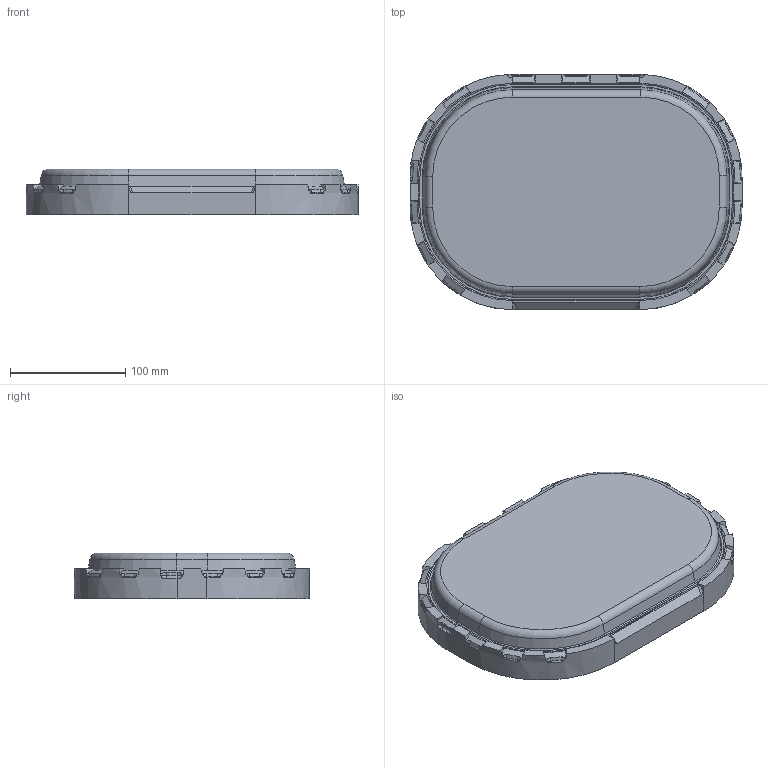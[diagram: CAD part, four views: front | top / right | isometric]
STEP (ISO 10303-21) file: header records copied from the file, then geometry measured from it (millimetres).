
FILE_DESCRIPTION((''),'2;1');
FILE_NAME('MOLD_VOL_3','2018-08-10T',('Administrator'),(''),'CREO PARAMETRIC BY PTC INC, 2014190','CREO PARAMETRIC BY PTC INC, 2014190','');
FILE_SCHEMA(('CONFIG_CONTROL_DESIGN'));
Length unit declared in the file: millimetre
Products named in the file (1): MOLD_VOL_3
Bounding box: 288 x 204 x 39.7 mm (x, y, z)
Volume: 1895229 mm3; surface area: 135658.6 mm2
Topology: 1 solids, 1 shells, 257 faces, 666 edges, 408 vertices
Faces by surface type: plane 88, cone 71, cylinder 42, bspline 30, torus 26
Entity records: 8587 total; most frequent: CARTESIAN_POINT 2692, ORIENTED_EDGE 1316, DIRECTION 1125, EDGE_CURVE 658, AXIS2_PLACEMENT_3D 449, VERTEX_POINT 408, EDGE_LOOP 262, FACE_OUTER_BOUND 257
